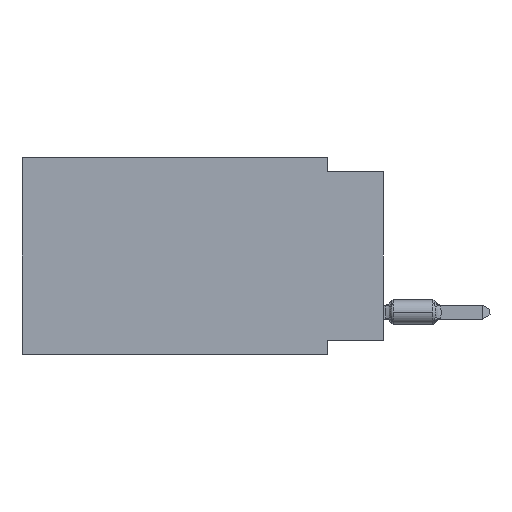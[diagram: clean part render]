
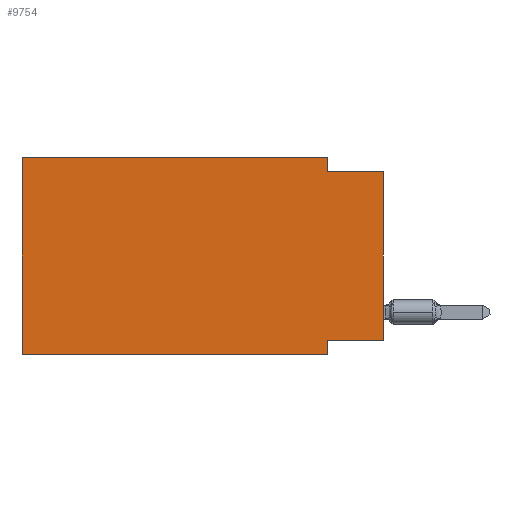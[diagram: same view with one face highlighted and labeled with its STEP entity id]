
A CAD part, left-side view. The second image highlights one B-rep face of the part: STEP entity #9754.
In plain terms, the highlighted planar face has unit normal (-1, 0, 0).
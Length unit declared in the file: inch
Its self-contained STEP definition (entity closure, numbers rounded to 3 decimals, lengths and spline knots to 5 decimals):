
#13 = CARTESIAN_POINT ( 'NONE',  ( 0., 0.1, 0. ) ) ;
#254 = CARTESIAN_POINT ( 'NONE',  ( 0., 0.1, -0.35 ) ) ;
#527 = EDGE_CURVE ( 'NONE', #7208, #11301, #12210, .T. ) ;
#581 = LINE ( 'NONE', #5837, #8246 ) ;
#610 = EDGE_CURVE ( 'NONE', #7208, #6772, #8620, .T. ) ;
#626 = VECTOR ( 'NONE', #5062, 39.37008 ) ;
#1021 = CARTESIAN_POINT ( 'NONE',  ( 0., 0.1, -0.325 ) ) ;
#1255 = VECTOR ( 'NONE', #2891, 39.37008 ) ;
#2198 = CARTESIAN_POINT ( 'NONE',  ( 0., 0.1, -0.35 ) ) ;
#2301 = DIRECTION ( 'NONE',  ( 0., 0., -1. ) ) ;
#2856 = CARTESIAN_POINT ( 'NONE',  ( 0., 0., -0.025 ) ) ;
#2891 = DIRECTION ( 'NONE',  ( 0., 1., 0. ) ) ;
#3044 = CARTESIAN_POINT ( 'NONE',  ( 0., 0.645, 0. ) ) ;
#3559 = VECTOR ( 'NONE', #10449, 39.37008 ) ;
#3616 = VERTEX_POINT ( 'NONE', #9137 ) ;
#3631 = LINE ( 'NONE', #254, #7805 ) ;
#3734 = ORIENTED_EDGE ( 'NONE', *, *, #5178, .F. ) ;
#4054 = CARTESIAN_POINT ( 'NONE',  ( 0., 0.645, 0. ) ) ;
#4068 = VECTOR ( 'NONE', #11716, 39.37008 ) ;
#4370 = CARTESIAN_POINT ( 'NONE',  ( 0., 0., -0.025 ) ) ;
#4580 = EDGE_CURVE ( 'NONE', #11301, #10751, #3631, .T. ) ;
#4584 = VERTEX_POINT ( 'NONE', #11588 ) ;
#4989 = DIRECTION ( 'NONE',  ( 1., 0., 0. ) ) ;
#5062 = DIRECTION ( 'NONE',  ( 0., 0., 1. ) ) ;
#5178 = EDGE_CURVE ( 'NONE', #3616, #9766, #581, .T. ) ;
#5181 = EDGE_LOOP ( 'NONE', ( #9532, #11460, #6624, #3734, #5920, #11051, #8455, #10545 ) ) ;
#5519 = LINE ( 'NONE', #6335, #12683 ) ;
#5548 = VERTEX_POINT ( 'NONE', #11069 ) ;
#5736 = CARTESIAN_POINT ( 'NONE',  ( 0., 0.645, -0.35 ) ) ;
#5837 = CARTESIAN_POINT ( 'NONE',  ( 0., 0.645, 0. ) ) ;
#5920 = ORIENTED_EDGE ( 'NONE', *, *, #9706, .F. ) ;
#6335 = CARTESIAN_POINT ( 'NONE',  ( 0., 0.1, 0. ) ) ;
#6389 = CARTESIAN_POINT ( 'NONE',  ( 0., 0., 0. ) ) ;
#6603 = LINE ( 'NONE', #4370, #3559 ) ;
#6624 = ORIENTED_EDGE ( 'NONE', *, *, #9946, .F. ) ;
#6772 = VERTEX_POINT ( 'NONE', #2856 ) ;
#6893 = LINE ( 'NONE', #5736, #8076 ) ;
#7208 = VERTEX_POINT ( 'NONE', #8709 ) ;
#7805 = VECTOR ( 'NONE', #11520, 39.37008 ) ;
#8076 = VECTOR ( 'NONE', #9043, 39.37008 ) ;
#8246 = VECTOR ( 'NONE', #11101, 39.37008 ) ;
#8455 = ORIENTED_EDGE ( 'NONE', *, *, #4580, .F. ) ;
#8620 = LINE ( 'NONE', #6389, #4068 ) ;
#8709 = CARTESIAN_POINT ( 'NONE',  ( 0., 0., -0.325 ) ) ;
#9043 = DIRECTION ( 'NONE',  ( 0., -1., 0. ) ) ;
#9048 = PLANE ( 'NONE',  #9885 ) ;
#9137 = CARTESIAN_POINT ( 'NONE',  ( 0., 0.645, 0. ) ) ;
#9532 = ORIENTED_EDGE ( 'NONE', *, *, #610, .T. ) ;
#9706 = EDGE_CURVE ( 'NONE', #4584, #3616, #11142, .T. ) ;
#9754 = ADVANCED_FACE ( 'NONE', ( #12223 ), #9048, .F. ) ;
#9766 = VERTEX_POINT ( 'NONE', #13 ) ;
#9885 = AXIS2_PLACEMENT_3D ( 'NONE', #4054, #4989, #13232 ) ;
#9946 = EDGE_CURVE ( 'NONE', #9766, #5548, #5519, .T. ) ;
#10372 = CARTESIAN_POINT ( 'NONE',  ( 0., 0., -0.325 ) ) ;
#10449 = DIRECTION ( 'NONE',  ( 0., -1., 0. ) ) ;
#10545 = ORIENTED_EDGE ( 'NONE', *, *, #527, .F. ) ;
#10751 = VERTEX_POINT ( 'NONE', #2198 ) ;
#11051 = ORIENTED_EDGE ( 'NONE', *, *, #11253, .T. ) ;
#11069 = CARTESIAN_POINT ( 'NONE',  ( 0., 0.1, -0.025 ) ) ;
#11101 = DIRECTION ( 'NONE',  ( 0., -1., 0. ) ) ;
#11142 = LINE ( 'NONE', #3044, #626 ) ;
#11253 = EDGE_CURVE ( 'NONE', #4584, #10751, #6893, .T. ) ;
#11301 = VERTEX_POINT ( 'NONE', #1021 ) ;
#11460 = ORIENTED_EDGE ( 'NONE', *, *, #11485, .F. ) ;
#11485 = EDGE_CURVE ( 'NONE', #5548, #6772, #6603, .T. ) ;
#11520 = DIRECTION ( 'NONE',  ( 0., 0., -1. ) ) ;
#11588 = CARTESIAN_POINT ( 'NONE',  ( 0., 0.645, -0.35 ) ) ;
#11716 = DIRECTION ( 'NONE',  ( 0., 0., 1. ) ) ;
#12210 = LINE ( 'NONE', #10372, #1255 ) ;
#12223 = FACE_OUTER_BOUND ( 'NONE', #5181, .T. ) ;
#12683 = VECTOR ( 'NONE', #2301, 39.37008 ) ;
#13232 = DIRECTION ( 'NONE',  ( 0., 0., -1. ) ) ;
